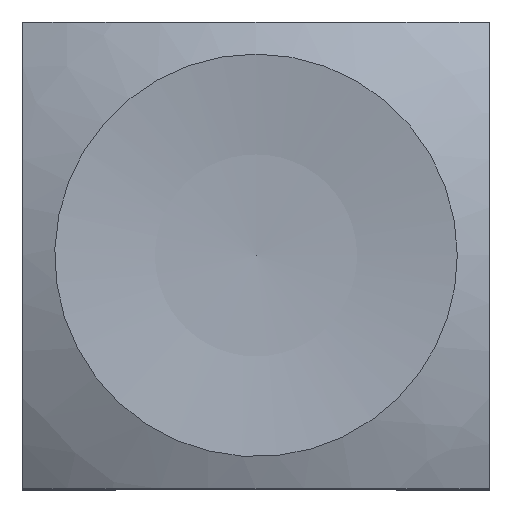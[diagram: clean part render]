
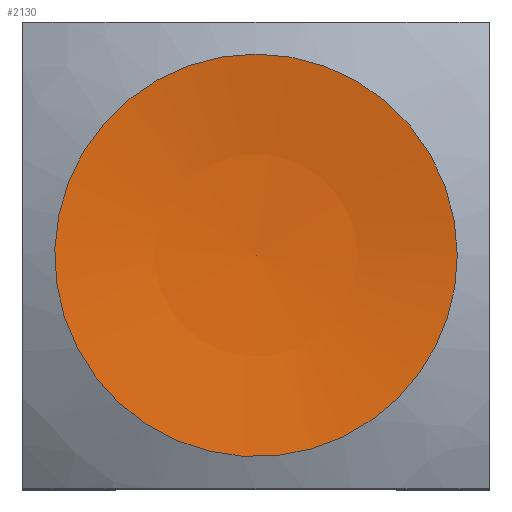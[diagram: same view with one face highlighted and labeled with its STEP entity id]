
A CAD part, top view. The second image highlights one B-rep face of the part: STEP entity #2130.
In plain terms, the highlighted spherical face has radius 40.8 mm.
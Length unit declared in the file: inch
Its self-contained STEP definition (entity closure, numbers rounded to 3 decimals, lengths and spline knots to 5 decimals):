
#2104=CARTESIAN_POINT('',(0.,0.25465,0.88567));
#2105=VERTEX_POINT('',#2104);
#2106=CARTESIAN_POINT('',(0.,0.,0.88567));
#2107=DIRECTION('',(0.0,0.0,-1.0));
#2108=DIRECTION('',(0.0,-1.0,0.0));
#2109=AXIS2_PLACEMENT_3D('',#2106,#2107,#2108);
#2110=CIRCLE('',#2109,0.25465);
#2111=EDGE_CURVE('',#2105,#2105,#2110,.T.);
#2122=CARTESIAN_POINT('',(0.,0.,2.47165));
#2123=DIRECTION('',(0.0,0.0,1.0));
#2124=DIRECTION('',(1.0,0.0,0.0));
#2125=AXIS2_PLACEMENT_3D('',#2122,#2123,#2124);
#2126=SPHERICAL_SURFACE('',#2125,1.6063);
#2127=ORIENTED_EDGE('',*,*,#2111,.F.);
#2128=EDGE_LOOP('',(#2127));
#2129=FACE_OUTER_BOUND('',#2128,.T.);
#2130=ADVANCED_FACE('',(#2129),#2126,.F.);
